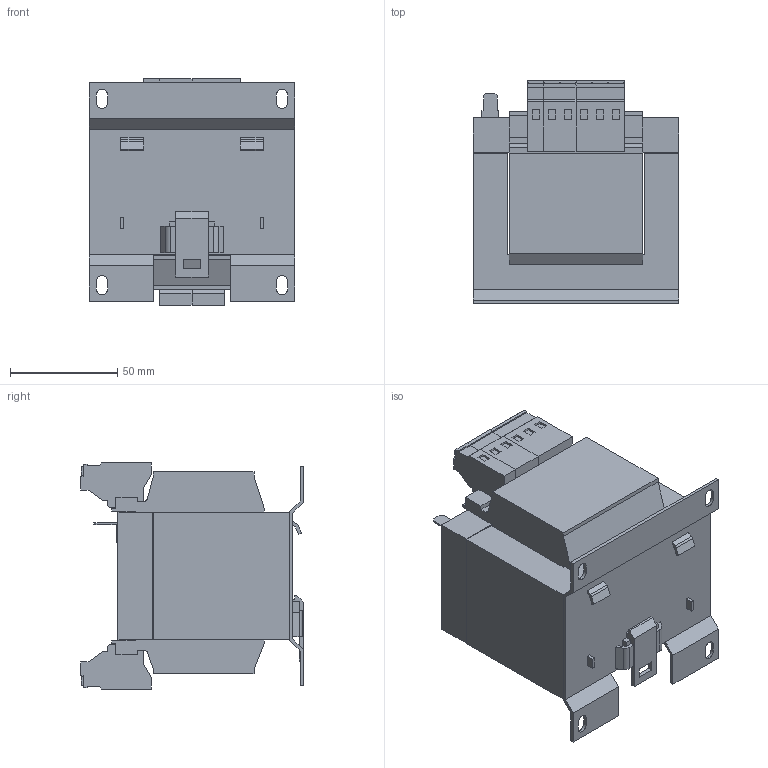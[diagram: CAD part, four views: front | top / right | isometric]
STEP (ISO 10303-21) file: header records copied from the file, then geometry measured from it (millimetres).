
FILE_DESCRIPTION (( 'STEP AP214' ), '1' );
FILE_NAME ('227163.STEP', '2020-07-06T07:28:55', ( '' ), ( '' ), 'SwSTEP 2.0', 'SolidWorks 2018', '' );
FILE_SCHEMA (( 'AUTOMOTIVE_DESIGN' ));
Length unit declared in the file: millimetre
Products named in the file (1): 227163
Bounding box: 96 x 104.1 x 105.6 mm (x, y, z)
Volume: 627566.1 mm3; surface area: 82236.6 mm2
Topology: 1 solids, 1 shells, 419 faces, 1082 edges, 696 vertices
Faces by surface type: plane 376, cylinder 42, bspline 1
Entity records: 12572 total; most frequent: CARTESIAN_POINT 2235, ORIENTED_EDGE 2164, DIRECTION 2002, EDGE_CURVE 1082, LINE 996, VECTOR 996, VERTEX_POINT 696, AXIS2_PLACEMENT_3D 503
